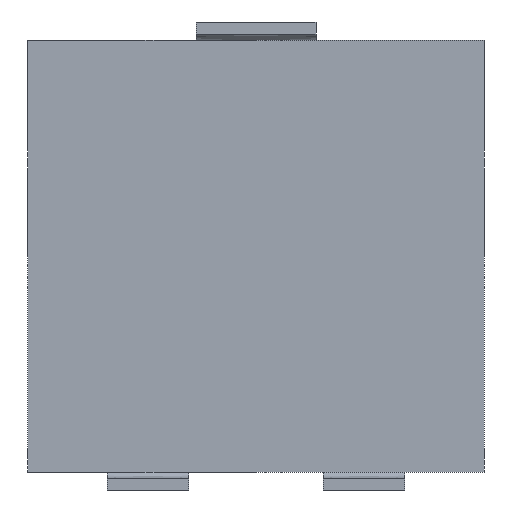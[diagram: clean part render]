
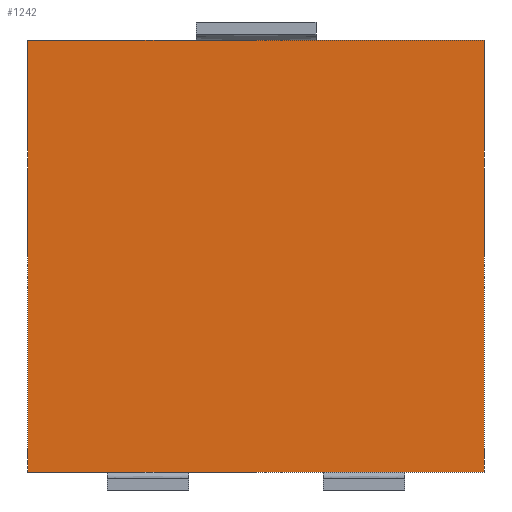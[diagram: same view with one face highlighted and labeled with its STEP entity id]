
A CAD part, front view. The second image highlights one B-rep face of the part: STEP entity #1242.
In plain terms, the highlighted free-form (B-spline) face has degree [1, 1] with [2, 2] control points.
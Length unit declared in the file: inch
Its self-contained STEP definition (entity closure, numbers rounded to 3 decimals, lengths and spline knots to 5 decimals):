
#167=DIRECTION('',(0.,-1.,0.));
#168=VECTOR('',#167,0.18);
#169=CARTESIAN_POINT('',(0.083,0.09,-0.139));
#170=LINE('',#169,#168);
#174=DIRECTION('',(1.,0.,0.));
#175=VECTOR('',#174,0.19);
#176=CARTESIAN_POINT('',(-0.107,0.09,-0.139));
#177=LINE('',#176,#175);
#181=DIRECTION('',(0.,1.,0.));
#182=VECTOR('',#181,0.18);
#183=CARTESIAN_POINT('',(-0.107,-0.09,-0.139));
#184=LINE('',#183,#182);
#188=DIRECTION('',(-1.,0.,0.));
#189=VECTOR('',#188,0.19);
#190=CARTESIAN_POINT('',(0.083,-0.09,-0.139));
#191=LINE('',#190,#189);
#932=CARTESIAN_POINT('',(0.083,0.09,-0.139));
#933=CARTESIAN_POINT('',(0.083,-0.09,-0.139));
#934=VERTEX_POINT('',#932);
#935=VERTEX_POINT('',#933);
#936=CARTESIAN_POINT('',(-0.107,-0.09,-0.139));
#937=VERTEX_POINT('',#936);
#938=CARTESIAN_POINT('',(-0.107,0.09,-0.139));
#939=VERTEX_POINT('',#938);
#1230=CARTESIAN_POINT('',(0.0868,-0.0936,-0.139));
#1231=CARTESIAN_POINT('',(0.0868,0.0936,-0.139));
#1232=CARTESIAN_POINT('',(-0.1108,-0.0936,-0.139));
#1233=CARTESIAN_POINT('',(-0.1108,0.0936,-0.139));
#1234=B_SPLINE_SURFACE_WITH_KNOTS('',1,1,((#1230,#1231),(#1232,#1233)),
.UNSPECIFIED.,.F.,.F.,.F.,(2,2),(2,2),(-0.0868,0.1108),(-0.0936,0.0936),
.UNSPECIFIED.);
#1235=ORIENTED_EDGE('',*,*,#1209,.F.);
#1236=ORIENTED_EDGE('',*,*,#1224,.F.);
#1237=ORIENTED_EDGE('',*,*,#1166,.F.);
#1239=ORIENTED_EDGE('',*,*,#1238,.F.);
#1240=EDGE_LOOP('',(#1235,#1236,#1237,#1239));
#1241=FACE_OUTER_BOUND('',#1240,.F.);
#1242=ADVANCED_FACE('',(#1241),#1234,.T.);
#1166=EDGE_CURVE('',#937,#939,#184,.T.);
#1209=EDGE_CURVE('',#934,#935,#170,.T.);
#1224=EDGE_CURVE('',#939,#934,#177,.T.);
#1238=EDGE_CURVE('',#935,#937,#191,.T.);
